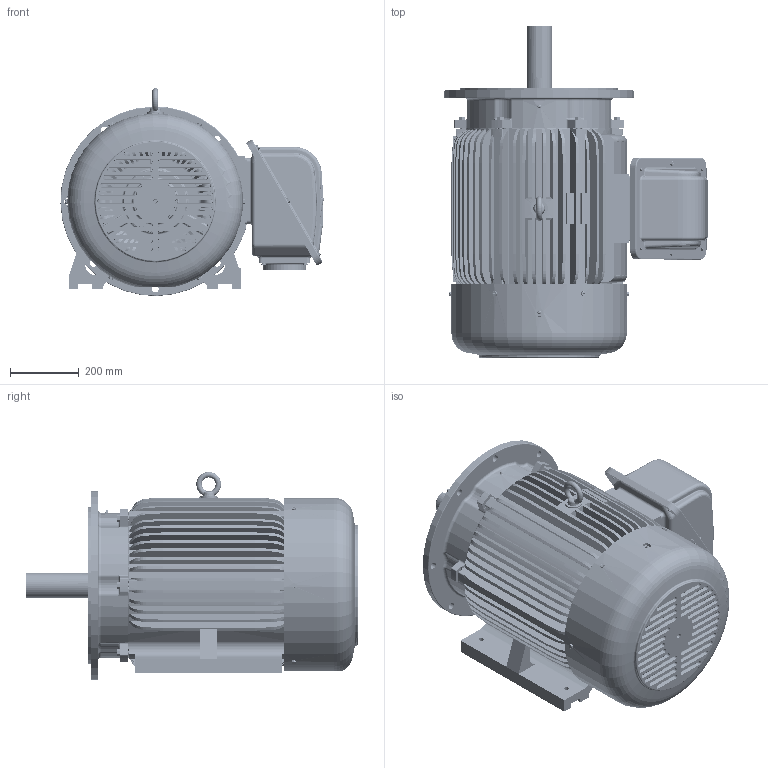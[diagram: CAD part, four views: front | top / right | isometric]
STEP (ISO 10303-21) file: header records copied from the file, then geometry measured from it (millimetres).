
FILE_DESCRIPTION(('CATIA V5 STEP Exchange'),'2;1');
FILE_NAME('405T-HV-DF_AllCATPart.stp','2012-08-27T11:32:42+00:00',('none'),('none'),'CATIA Version 5 Release 19 SP 9 (IN-10)','CATIA V5 STEP AP203','none');
FILE_SCHEMA(('CONFIG_CONTROL_DESIGN'));
Length unit declared in the file: millimetre
Products named in the file (1): 405T-HV-DF_AllCATPart
Bounding box: 763.43 x 962.92 x 603.92 mm (x, y, z)
Volume: 43459279.2 mm3; surface area: 7024220.4 mm2
Topology: 53 solids, 53 shells, 4539 faces, 12078 edges, 7663 vertices
Faces by surface type: plane 1396, cylinder 1153, torus 881, cone 625, bspline 424, sphere 36, revolution 24
Entity records: 164111 total; most frequent: CARTESIAN_POINT 67826, ORIENTED_EDGE 23956, DIRECTION 12838, EDGE_CURVE 11978, VERTEX_POINT 7663, AXIS2_PLACEMENT_3D 6617, EDGE_LOOP 4935, ADVANCED_FACE 4539
